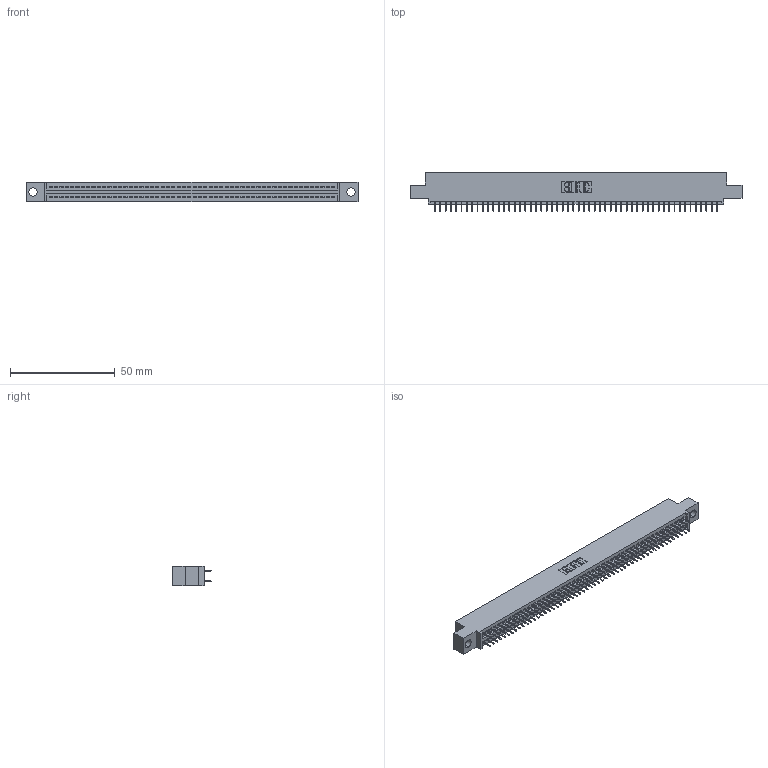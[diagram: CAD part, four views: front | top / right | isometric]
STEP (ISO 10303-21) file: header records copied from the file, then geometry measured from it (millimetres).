
FILE_DESCRIPTION (( 'STEP AP203' ), '1' );
FILE_NAME ('395-108-525-504.STEP', '2020-09-25T18:31:46', ( '' ), ( '' ), 'SwSTEP 2.0', 'SolidWorks 2020', '' );
FILE_SCHEMA (( 'CONFIG_CONTROL_DESIGN' ));
Length unit declared in the file: inch
Products named in the file (3): 395-108-525-504; 345 Part_0.110 Offset - 0.156 Dia-TH; 345-292-001_345-293-125
Assembly tree (109 placements, depth 2):
  395-108-525-504
    345 Part_0.110 Offset - 0.156 Dia-TH
    345-292-001_345-293-125  x108
Bounding box: 158.37 x 18.72 x 9.4 mm (x, y, z)
Volume: 15156.5 mm3; surface area: 22008.6 mm2
Topology: 109 solids, 109 shells, 5962 faces, 16877 edges, 10818 vertices
Faces by surface type: plane 4296, cylinder 1666
Entity records: 40963 total; most frequent: CARTESIAN_POINT 6856, ORIENTED_EDGE 6790, DIRECTION 6031, EDGE_CURVE 3395, VECTOR 3051, LINE 3051, VERTEX_POINT 2258, AXIS2_PLACEMENT_3D 1490
